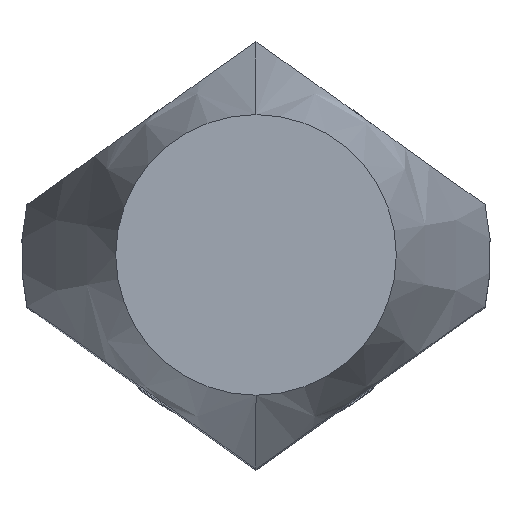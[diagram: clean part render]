
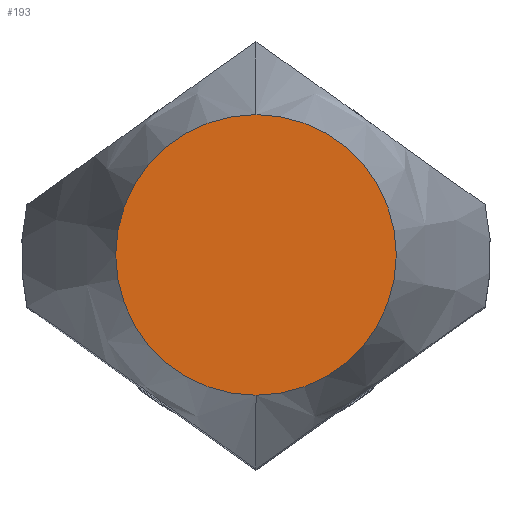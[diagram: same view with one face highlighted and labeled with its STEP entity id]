
A CAD part, top view. The second image highlights one B-rep face of the part: STEP entity #193.
In plain terms, the highlighted planar face has unit normal (0, 0, 1).
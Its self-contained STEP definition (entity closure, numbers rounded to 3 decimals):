
#167=VERTEX_POINT('',#386);
#193=ADVANCED_FACE('',(#416),#417,.T.);
#203=VERTEX_POINT('',#431);
#239=EDGE_CURVE('',#203,#167,#469,.T.);
#307=EDGE_CURVE('',#167,#203,#541,.T.);
#386=CARTESIAN_POINT('',(0.,2.392,16.0));
#416=FACE_OUTER_BOUND('',#674,.T.);
#417=PLANE('',#675);
#431=CARTESIAN_POINT('',(0.,-2.392,16.0));
#469=CIRCLE('',#753,2.392);
#541=CIRCLE('',#869,2.392);
#674=EDGE_LOOP('',(#1004,#1005));
#675=AXIS2_PLACEMENT_3D('',#1006,#1007,#1008);
#753=AXIS2_PLACEMENT_3D('',#1072,#1073,#1074);
#869=AXIS2_PLACEMENT_3D('',#1135,#1136,#1137);
#1004=ORIENTED_EDGE('',*,*,#239,.T.);
#1005=ORIENTED_EDGE('',*,*,#307,.T.);
#1006=CARTESIAN_POINT('',(0.,-1.196,16.0));
#1007=DIRECTION('',(0.0,0.0,1.0));
#1008=DIRECTION('',(0.,-1.0,0.0));
#1072=CARTESIAN_POINT('',(0.,0.,16.0));
#1073=DIRECTION('',(0.0,0.0,1.0));
#1074=DIRECTION('',(0.,-1.0,0.0));
#1135=CARTESIAN_POINT('',(0.,0.,16.0));
#1136=DIRECTION('',(0.0,0.0,1.0));
#1137=DIRECTION('',(0.,-1.0,0.0));
